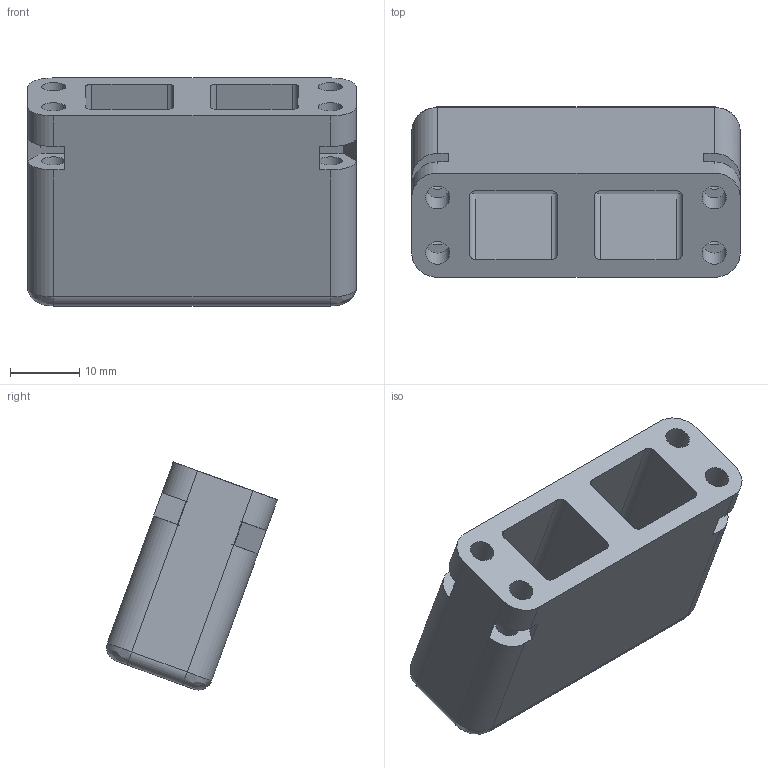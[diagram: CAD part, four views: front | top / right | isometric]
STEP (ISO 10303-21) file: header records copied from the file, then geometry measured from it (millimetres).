
FILE_DESCRIPTION(/* description */ (''),/* implementation_level */ '2;1');
FILE_NAME(/* name */ 'Spindle_MotorMount_White.step',/* time_stamp */ '2024-01-19T11:38:54+01:00',/* author */ (''),/* organization */ (''),/* preprocessor_version */ 'ST-DEVELOPER v20',/* originating_system */ 'Autodesk Translation Framework v12.14.0.127',/* authorisation */ '');
FILE_SCHEMA (('AUTOMOTIVE_DESIGN { 1 0 10303 214 3 1 1 }'));
Length unit declared in the file: millimetre
Products named in the file (1): MotorMouts
Bounding box: 47.41 x 24.66 x 32.91 mm (x, y, z)
Volume: 12873.6 mm3; surface area: 8690.8 mm2
Topology: 1 solids, 1 shells, 88 faces, 232 edges, 152 vertices
Faces by surface type: plane 52, cylinder 32, bspline 4
Full cylindrical faces by diameter (mm): 3.5 x8
Entity records: 2808 total; most frequent: CARTESIAN_POINT 505, DIRECTION 478, ORIENTED_EDGE 464, EDGE_CURVE 232, AXIS2_PLACEMENT_3D 161, LINE 156, VECTOR 156, VERTEX_POINT 152
